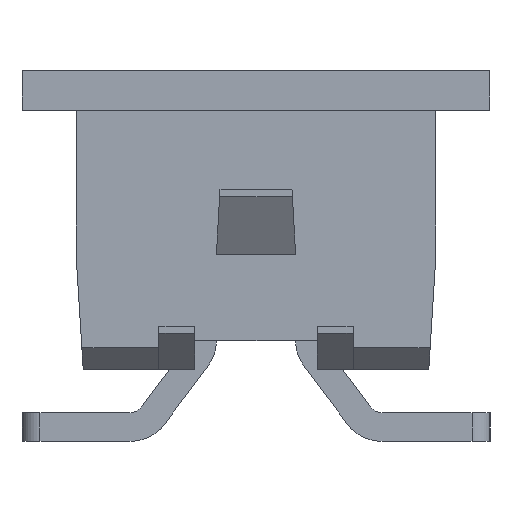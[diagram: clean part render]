
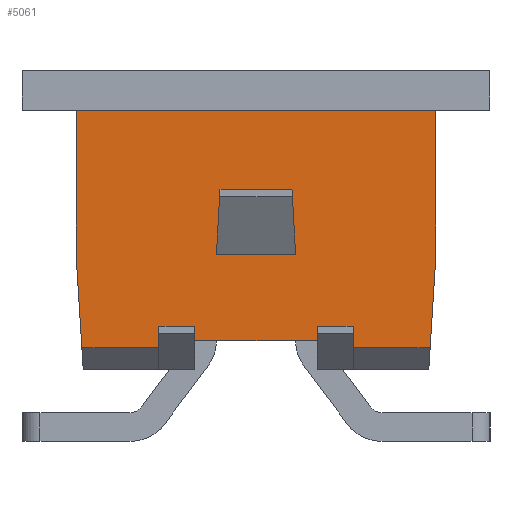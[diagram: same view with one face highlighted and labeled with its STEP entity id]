
A CAD part, left-side view. The second image highlights one B-rep face of the part: STEP entity #5061.
In plain terms, the highlighted planar face has unit normal (-1, 0, 0).
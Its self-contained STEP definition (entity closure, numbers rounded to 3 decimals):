
#343=ORIENTED_EDGE('',*,*,#1771,.T.);
#344=ORIENTED_EDGE('',*,*,#1751,.T.);
#345=ORIENTED_EDGE('',*,*,#1772,.F.);
#346=ORIENTED_EDGE('',*,*,#1759,.F.);
#347=ORIENTED_EDGE('',*,*,#1773,.T.);
#348=ORIENTED_EDGE('',*,*,#1774,.T.);
#349=ORIENTED_EDGE('',*,*,#1775,.F.);
#350=ORIENTED_EDGE('',*,*,#1776,.T.);
#351=ORIENTED_EDGE('',*,*,#1777,.F.);
#352=ORIENTED_EDGE('',*,*,#1778,.F.);
#353=ORIENTED_EDGE('',*,*,#1779,.T.);
#354=ORIENTED_EDGE('',*,*,#1780,.T.);
#355=ORIENTED_EDGE('',*,*,#1781,.F.);
#356=ORIENTED_EDGE('',*,*,#1782,.F.);
#357=ORIENTED_EDGE('',*,*,#1783,.F.);
#358=ORIENTED_EDGE('',*,*,#1784,.T.);
#359=ORIENTED_EDGE('',*,*,#1785,.T.);
#360=ORIENTED_EDGE('',*,*,#1786,.T.);
#1751=EDGE_CURVE('',#2455,#2456,#2963,.T.);
#1759=EDGE_CURVE('',#2461,#2462,#2971,.T.);
#1771=EDGE_CURVE('',#2461,#2455,#2983,.T.);
#1772=EDGE_CURVE('',#2462,#2456,#2984,.T.);
#1773=EDGE_CURVE('',#2471,#2472,#2985,.T.);
#1774=EDGE_CURVE('',#2472,#2473,#2986,.T.);
#1775=EDGE_CURVE('',#2474,#2473,#2987,.T.);
#1776=EDGE_CURVE('',#2474,#2475,#2988,.T.);
#1777=EDGE_CURVE('',#2476,#2475,#2989,.T.);
#1778=EDGE_CURVE('',#2477,#2476,#2990,.T.);
#1779=EDGE_CURVE('',#2477,#2478,#2991,.T.);
#1780=EDGE_CURVE('',#2478,#2479,#2992,.T.);
#1781=EDGE_CURVE('',#2480,#2479,#2993,.T.);
#1782=EDGE_CURVE('',#2481,#2480,#2994,.T.);
#1783=EDGE_CURVE('',#2482,#2481,#2995,.T.);
#1784=EDGE_CURVE('',#2482,#2483,#2996,.T.);
#1785=EDGE_CURVE('',#2483,#2484,#2997,.T.);
#1786=EDGE_CURVE('',#2484,#2471,#2998,.T.);
#2455=VERTEX_POINT('',#7251);
#2456=VERTEX_POINT('',#7252);
#2461=VERTEX_POINT('',#7266);
#2462=VERTEX_POINT('',#7268);
#2471=VERTEX_POINT('',#7295);
#2472=VERTEX_POINT('',#7296);
#2473=VERTEX_POINT('',#7298);
#2474=VERTEX_POINT('',#7300);
#2475=VERTEX_POINT('',#7302);
#2476=VERTEX_POINT('',#7304);
#2477=VERTEX_POINT('',#7306);
#2478=VERTEX_POINT('',#7308);
#2479=VERTEX_POINT('',#7310);
#2480=VERTEX_POINT('',#7312);
#2481=VERTEX_POINT('',#7314);
#2482=VERTEX_POINT('',#7316);
#2483=VERTEX_POINT('',#7318);
#2484=VERTEX_POINT('',#7320);
#2963=LINE('',#7250,#3665);
#2971=LINE('',#7267,#3673);
#2983=LINE('',#7292,#3685);
#2984=LINE('',#7293,#3686);
#2985=LINE('',#7294,#3687);
#2986=LINE('',#7297,#3688);
#2987=LINE('',#7299,#3689);
#2988=LINE('',#7301,#3690);
#2989=LINE('',#7303,#3691);
#2990=LINE('',#7305,#3692);
#2991=LINE('',#7307,#3693);
#2992=LINE('',#7309,#3694);
#2993=LINE('',#7311,#3695);
#2994=LINE('',#7313,#3696);
#2995=LINE('',#7315,#3697);
#2996=LINE('',#7317,#3698);
#2997=LINE('',#7319,#3699);
#2998=LINE('',#7321,#3700);
#3665=VECTOR('',#5862,1000.);
#3673=VECTOR('',#5874,1000.);
#3685=VECTOR('',#5894,1000.);
#3686=VECTOR('',#5895,1000.);
#3687=VECTOR('',#5896,1000.);
#3688=VECTOR('',#5897,1000.);
#3689=VECTOR('',#5898,1000.);
#3690=VECTOR('',#5899,1000.);
#3691=VECTOR('',#5900,1000.);
#3692=VECTOR('',#5901,1000.);
#3693=VECTOR('',#5902,1000.);
#3694=VECTOR('',#5903,1000.);
#3695=VECTOR('',#5904,1000.);
#3696=VECTOR('',#5905,1000.);
#3697=VECTOR('',#5906,1000.);
#3698=VECTOR('',#5907,1000.);
#3699=VECTOR('',#5908,1000.);
#3700=VECTOR('',#5909,1000.);
#4253=EDGE_LOOP('',(#343,#344,#345,#346));
#4254=EDGE_LOOP('',(#347,#348,#349,#350,#351,#352,#353,#354,#355,#356,#357,
#358,#359,#360));
#4537=FACE_BOUND('',#4253,.T.);
#4538=FACE_BOUND('',#4254,.T.);
#4821=PLANE('',#5353);
#5061=ADVANCED_FACE('',(#4537,#4538),#4821,.F.);
#5353=AXIS2_PLACEMENT_3D('',#7291,#5892,#5893);
#5862=DIRECTION('',(0.,1.,0.));
#5874=DIRECTION('',(0.,1.,0.));
#5892=DIRECTION('',(1.,0.,0.));
#5893=DIRECTION('',(0.,0.,-1.));
#5894=DIRECTION('',(0.,-0.055,-0.998));
#5895=DIRECTION('',(0.,0.055,-0.998));
#5896=DIRECTION('',(0.,0.,1.));
#5897=DIRECTION('',(0.,-1.,0.));
#5898=DIRECTION('',(0.,0.,1.));
#5899=DIRECTION('',(0.,-1.,0.));
#5900=DIRECTION('',(0.,0.,-1.));
#5901=DIRECTION('',(0.,1.,0.));
#5902=DIRECTION('',(0.,0.,-1.));
#5903=DIRECTION('',(0.,-1.,0.));
#5904=DIRECTION('',(0.,0.062,-0.998));
#5905=DIRECTION('',(0.,0.,-1.));
#5906=DIRECTION('',(0.,-1.,0.));
#5907=DIRECTION('',(0.,0.,-1.));
#5908=DIRECTION('',(0.,-0.062,-0.998));
#5909=DIRECTION('',(0.,-1.,0.));
#7250=CARTESIAN_POINT('',(-9.905,-0.55,1.6));
#7251=CARTESIAN_POINT('',(-9.905,-0.55,1.6));
#7252=CARTESIAN_POINT('',(-9.905,0.55,1.6));
#7266=CARTESIAN_POINT('',(-9.905,-0.5,2.5));
#7267=CARTESIAN_POINT('',(-9.905,-0.55,2.5));
#7268=CARTESIAN_POINT('',(-9.905,0.5,2.5));
#7291=CARTESIAN_POINT('',(-9.905,2.5,3.6));
#7292=CARTESIAN_POINT('',(-9.905,-0.5,2.5));
#7293=CARTESIAN_POINT('',(-9.905,0.5,2.5));
#7294=CARTESIAN_POINT('',(-9.905,1.35,0.3));
#7295=CARTESIAN_POINT('',(-9.905,1.35,0.3));
#7296=CARTESIAN_POINT('',(-9.905,1.35,0.6));
#7297=CARTESIAN_POINT('',(-9.905,1.35,0.6));
#7298=CARTESIAN_POINT('',(-9.905,0.85,0.6));
#7299=CARTESIAN_POINT('',(-9.905,0.85,0.3));
#7300=CARTESIAN_POINT('',(-9.905,0.85,0.4));
#7301=CARTESIAN_POINT('',(-9.905,2.5,0.4));
#7302=CARTESIAN_POINT('',(-9.905,-0.85,0.4));
#7303=CARTESIAN_POINT('',(-9.905,-0.85,0.6));
#7304=CARTESIAN_POINT('',(-9.905,-0.85,0.6));
#7305=CARTESIAN_POINT('',(-9.905,-1.35,0.6));
#7306=CARTESIAN_POINT('',(-9.905,-1.35,0.6));
#7307=CARTESIAN_POINT('',(-9.905,-1.35,0.6));
#7308=CARTESIAN_POINT('',(-9.905,-1.35,0.3));
#7309=CARTESIAN_POINT('',(-9.905,2.5,0.3));
#7310=CARTESIAN_POINT('',(-9.905,-2.419,0.3));
#7311=CARTESIAN_POINT('',(-9.905,-2.605,3.281));
#7312=CARTESIAN_POINT('',(-9.905,-2.5,1.6));
#7313=CARTESIAN_POINT('',(-9.905,-2.5,3.6));
#7314=CARTESIAN_POINT('',(-9.905,-2.5,3.6));
#7315=CARTESIAN_POINT('',(-9.905,2.5,3.6));
#7316=CARTESIAN_POINT('',(-9.905,2.5,3.6));
#7317=CARTESIAN_POINT('',(-9.905,2.5,3.6));
#7318=CARTESIAN_POINT('',(-9.905,2.5,1.6));
#7319=CARTESIAN_POINT('',(-9.905,2.625,3.592));
#7320=CARTESIAN_POINT('',(-9.905,2.419,0.3));
#7321=CARTESIAN_POINT('',(-9.905,2.5,0.3));
